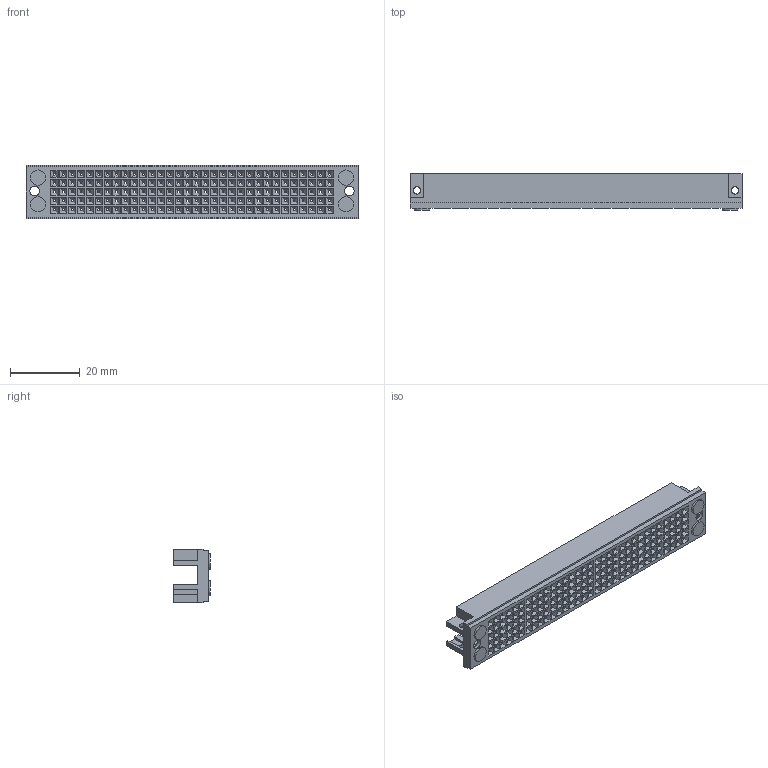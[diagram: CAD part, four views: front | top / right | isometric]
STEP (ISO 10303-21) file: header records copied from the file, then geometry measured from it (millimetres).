
FILE_DESCRIPTION(/* description */ (''),/* implementation_level */ '2;1');
FILE_NAME(/* name */ '100102153ugm000_b.stp',/* time_stamp */ '2015-03-13T08:24:15+01:00',/* author */ (''),/* organization */ (''),/* preprocessor_version */ 'ST-DEVELOPER v15',/* originating_system */ 'SIEMENS PLM Software NX 8.5',/* authorisation */ '');
FILE_SCHEMA (('AUTOMOTIVE_DESIGN { 1 0 10303 214 3 1 1 1 }'));
Length unit declared in the file: millimetre
Products named in the file (1): 100102153ugm000_b
Bounding box: 95 x 10.5 x 15.4 mm (x, y, z)
Volume: 4919.9 mm3; surface area: 7579.5 mm2
Topology: 1 solids, 1 shells, 888 faces, 2650 edges, 1769 vertices
Faces by surface type: plane 714, cylinder 174
Full cylindrical faces by diameter (mm): 0.7 x160, 2.1 x4, 2.8 x2, 4.4 x4
Entity records: 30042 total; most frequent: DIRECTION 5214, CARTESIAN_POINT 5214, ORIENTED_EDGE 4952, EDGE_CURVE 2476, AXIS2_PLACEMENT_3D 1873, VERTEX_POINT 1764, LINE 1468, VECTOR 1468
